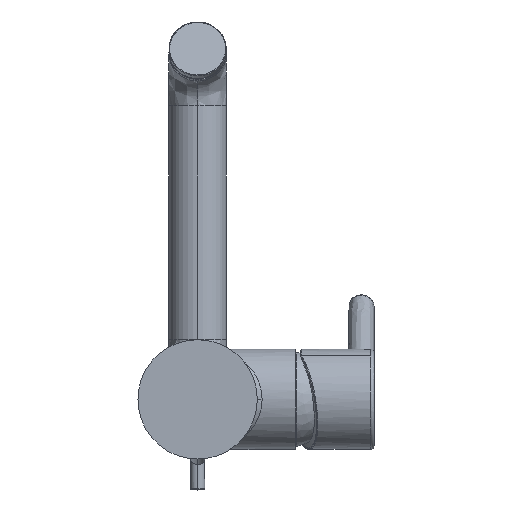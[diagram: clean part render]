
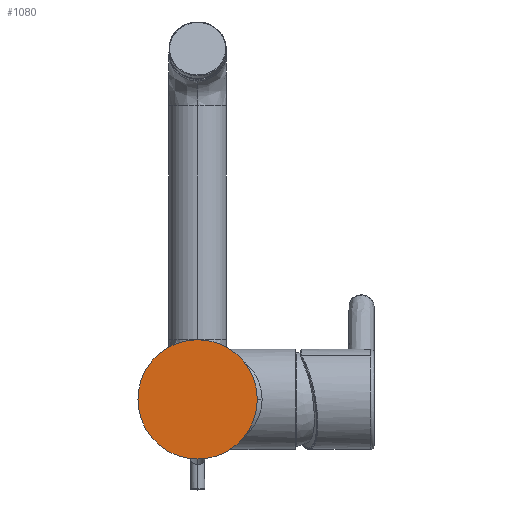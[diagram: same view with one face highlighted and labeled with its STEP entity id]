
A CAD part, front view. The second image highlights one B-rep face of the part: STEP entity #1080.
In plain terms, the highlighted planar face has unit normal (0, -1, 0).
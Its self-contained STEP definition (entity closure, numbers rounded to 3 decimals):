
#214 = AXIS2_PLACEMENT_3D ( 'NONE', #8836, #2698, #4687 ) ;
#692 = AXIS2_PLACEMENT_3D ( 'NONE', #6413, #1513, #4329 ) ;
#1080 = ADVANCED_FACE ( 'NONE', ( #7847 ), #6862, .F. ) ;
#1123 = CIRCLE ( 'NONE', #214, 25. ) ;
#1513 = DIRECTION ( 'NONE',  ( 0., 1., 0. ) ) ;
#1638 = EDGE_CURVE ( 'NONE', #7640, #4308, #7633, .T. ) ;
#2446 = ORIENTED_EDGE ( 'NONE', *, *, #1638, .F. ) ;
#2698 = DIRECTION ( 'NONE',  ( 0., 1., 0. ) ) ;
#2720 = CARTESIAN_POINT ( 'NONE',  ( 0., -5., 0. ) ) ;
#3675 = EDGE_LOOP ( 'NONE', ( #2446, #4143 ) ) ;
#3840 = CARTESIAN_POINT ( 'NONE',  ( -25., -5., 0. ) ) ;
#4143 = ORIENTED_EDGE ( 'NONE', *, *, #8534, .F. ) ;
#4308 = VERTEX_POINT ( 'NONE', #6183 ) ;
#4329 = DIRECTION ( 'NONE',  ( 1., 0., 0. ) ) ;
#4687 = DIRECTION ( 'NONE',  ( -1., 0., 0. ) ) ;
#5599 = AXIS2_PLACEMENT_3D ( 'NONE', #2720, #6944, #8245 ) ;
#6183 = CARTESIAN_POINT ( 'NONE',  ( 25., -5., 0. ) ) ;
#6413 = CARTESIAN_POINT ( 'NONE',  ( 25., -5., 0. ) ) ;
#6862 = PLANE ( 'NONE',  #692 ) ;
#6944 = DIRECTION ( 'NONE',  ( 0., 1., 0. ) ) ;
#7633 = CIRCLE ( 'NONE', #5599, 25. ) ;
#7640 = VERTEX_POINT ( 'NONE', #3840 ) ;
#7847 = FACE_OUTER_BOUND ( 'NONE', #3675, .T. ) ;
#8245 = DIRECTION ( 'NONE',  ( -1., 0., 0. ) ) ;
#8534 = EDGE_CURVE ( 'NONE', #4308, #7640, #1123, .T. ) ;
#8836 = CARTESIAN_POINT ( 'NONE',  ( 0., -5., 0. ) ) ;
